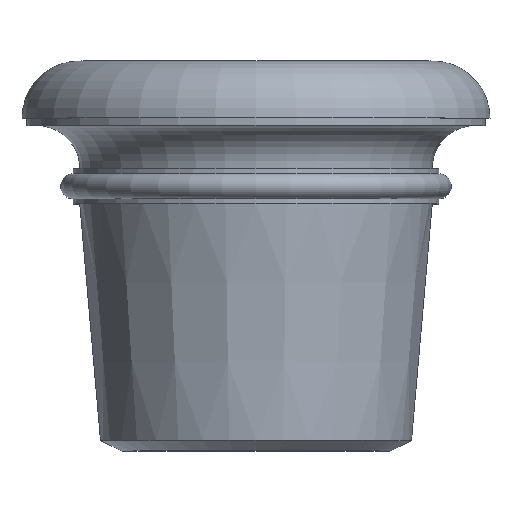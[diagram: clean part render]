
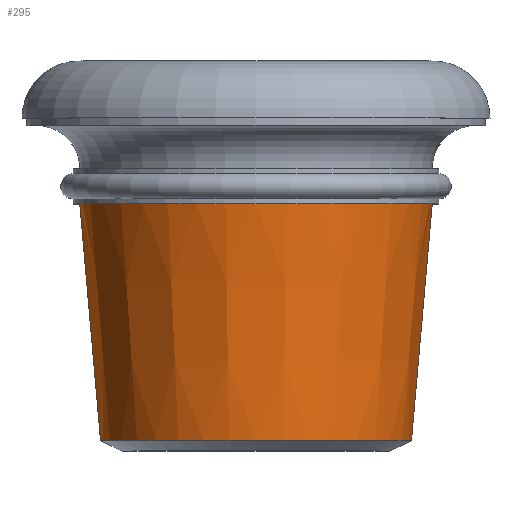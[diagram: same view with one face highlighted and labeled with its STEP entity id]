
A CAD part, top view. The second image highlights one B-rep face of the part: STEP entity #295.
In plain terms, the highlighted conical face has half-angle 5 degrees and reference radius 299 mm.
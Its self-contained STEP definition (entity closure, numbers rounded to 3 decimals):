
#32 = CARTESIAN_POINT ( 'NONE',  ( -299., 20., 0. ) ) ;
#69 = CARTESIAN_POINT ( 'NONE',  ( 299., 20., 0. ) ) ;
#94 = ORIENTED_EDGE ( 'NONE', *, *, #152, .T. ) ;
#99 = CARTESIAN_POINT ( 'NONE',  ( 0., 20., 0. ) ) ;
#103 = DIRECTION ( 'NONE',  ( -1., 0., 0. ) ) ;
#104 = CARTESIAN_POINT ( 'NONE',  ( -299., 20., 0. ) ) ;
#129 = ORIENTED_EDGE ( 'NONE', *, *, #238, .T. ) ;
#133 = DIRECTION ( 'NONE',  ( 0., 1., 0. ) ) ;
#141 = EDGE_CURVE ( 'NONE', #327, #750, #464, .T. ) ;
#152 = EDGE_CURVE ( 'NONE', #757, #582, #163, .T. ) ;
#163 = LINE ( 'NONE', #176, #392 ) ;
#176 = CARTESIAN_POINT ( 'NONE',  ( 299., 20., 0. ) ) ;
#180 = CIRCLE ( 'NONE', #427, 299. ) ;
#183 = EDGE_CURVE ( 'NONE', #750, #582, #475, .T. ) ;
#188 = CARTESIAN_POINT ( 'NONE',  ( 0., 20., 0. ) ) ;
#196 = CONICAL_SURFACE ( 'NONE', #364, 299., 0.087 ) ;
#203 = EDGE_LOOP ( 'NONE', ( #129, #94, #569, #559 ) ) ;
#238 = EDGE_CURVE ( 'NONE', #327, #757, #180, .T. ) ;
#250 = CARTESIAN_POINT ( 'NONE',  ( -338.807, 475., 0. ) ) ;
#251 = DIRECTION ( 'NONE',  ( 0., 1., 0. ) ) ;
#265 = CARTESIAN_POINT ( 'NONE',  ( 338.807, 475., 0. ) ) ;
#281 = DIRECTION ( 'NONE',  ( 0.087, 0.996, 0. ) ) ;
#295 = ADVANCED_FACE ( 'NONE', ( #642 ), #196, .T. ) ;
#308 = DIRECTION ( 'NONE',  ( -1., 0., 0. ) ) ;
#327 = VERTEX_POINT ( 'NONE', #32 ) ;
#360 = CARTESIAN_POINT ( 'NONE',  ( 0., 475., 0. ) ) ;
#364 = AXIS2_PLACEMENT_3D ( 'NONE', #99, #648, #103 ) ;
#376 = AXIS2_PLACEMENT_3D ( 'NONE', #360, #133, #308 ) ;
#392 = VECTOR ( 'NONE', #281, 1000. ) ;
#427 = AXIS2_PLACEMENT_3D ( 'NONE', #188, #251, #487 ) ;
#464 = LINE ( 'NONE', #104, #739 ) ;
#475 = CIRCLE ( 'NONE', #376, 338.807 ) ;
#487 = DIRECTION ( 'NONE',  ( -1., 0., 0. ) ) ;
#559 = ORIENTED_EDGE ( 'NONE', *, *, #141, .F. ) ;
#569 = ORIENTED_EDGE ( 'NONE', *, *, #183, .F. ) ;
#582 = VERTEX_POINT ( 'NONE', #265 ) ;
#587 = DIRECTION ( 'NONE',  ( -0.087, 0.996, 0. ) ) ;
#642 = FACE_OUTER_BOUND ( 'NONE', #203, .T. ) ;
#648 = DIRECTION ( 'NONE',  ( 0., 1., 0. ) ) ;
#739 = VECTOR ( 'NONE', #587, 1000. ) ;
#750 = VERTEX_POINT ( 'NONE', #250 ) ;
#757 = VERTEX_POINT ( 'NONE', #69 ) ;
